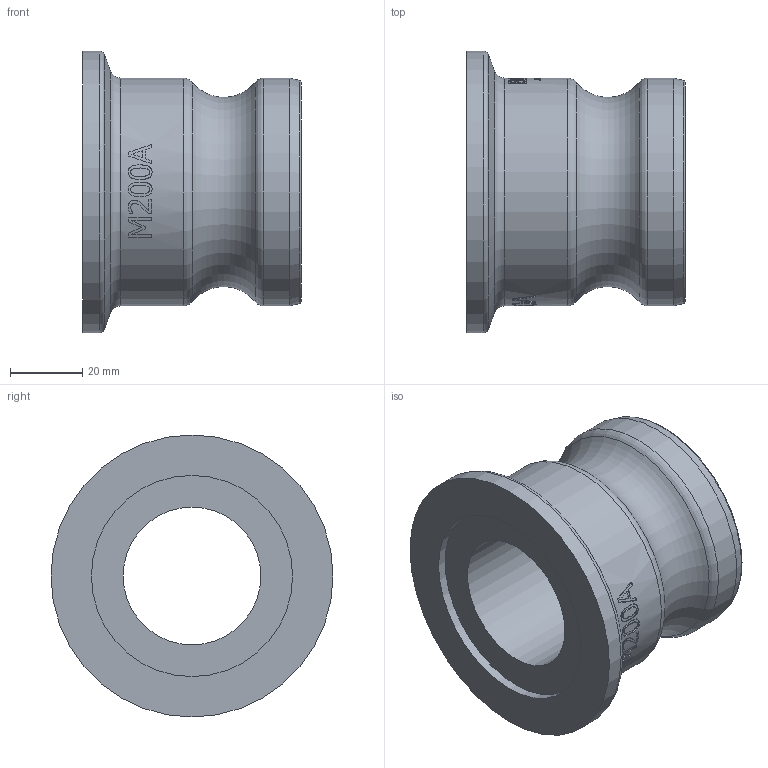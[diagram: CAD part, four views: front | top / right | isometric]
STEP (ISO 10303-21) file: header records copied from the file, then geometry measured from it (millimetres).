
FILE_DESCRIPTION((''),'2;1');
FILE_NAME('M200A.stp','2013-04-09T09:20:33',('mclevenger'),(''),'Autodesk Inventor 2013','Autodesk Inventor 2013','');
FILE_SCHEMA(('AUTOMOTIVE_DESIGN { 1 0 10303 214 1 1 1 1 }'));
Length unit declared in the file: inch
Products named in the file (1): M200A
Bounding box: 60.45 x 77.98 x 77.98 mm (x, y, z)
Volume: 113854.4 mm3; surface area: 26116.8 mm2
Topology: 1 solids, 1 shells, 300 faces, 799 edges, 529 vertices
Faces by surface type: plane 156, bspline 100, cylinder 35, torus 6, cone 3
Full cylindrical faces by diameter (mm): 38.1 x1, 55.626 x1, 63.043 x2, 77.978 x1
Entity records: 11051 total; most frequent: CARTESIAN_POINT 4123, ORIENTED_EDGE 1552, DIRECTION 1205, EDGE_CURVE 776, VERTEX_POINT 523, AXIS2_PLACEMENT_3D 429, VECTOR 347, LINE 347
